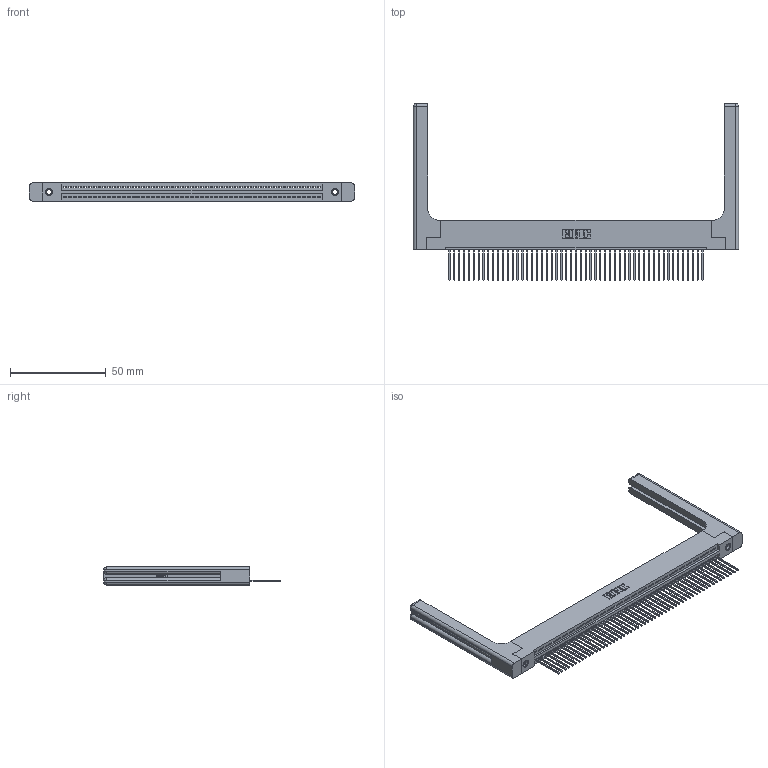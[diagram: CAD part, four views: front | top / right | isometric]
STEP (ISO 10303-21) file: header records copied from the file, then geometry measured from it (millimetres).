
FILE_DESCRIPTION (( 'STEP AP203' ), '1' );
FILE_NAME ('345-053-542-158.STEP', '2019-10-09T21:35:45', ( '' ), ( '' ), 'SwSTEP 2.0', 'SolidWorks 2016', '' );
FILE_SCHEMA (( 'CONFIG_CONTROL_DESIGN' ));
Length unit declared in the file: inch
Products named in the file (5): 345 Part_Flush Mounting Lugs - 0.156 Dia-TH; 345-250-001_345-250-001-102; 345-053-542-158; 345-292-001_345-293-142; 345-220-058_345-220-058
Assembly tree (58 placements, depth 2):
  345-053-542-158
    345 Part_Flush Mounting Lugs - 0.156 Dia-TH
    345-292-001_345-293-142  x53
    345-250-001_345-250-001-102  x2
    345-220-058_345-220-058  x2
Bounding box: 169.65 x 92.25 x 9.4 mm (x, y, z)
Volume: 24826.2 mm3; surface area: 27890.3 mm2
Topology: 58 solids, 58 shells, 3456 faces, 10335 edges, 6798 vertices
Faces by surface type: plane 2348, cylinder 1048, bspline 36, cone 12, sphere 8, torus 4
Entity records: 43608 total; most frequent: CARTESIAN_POINT 8524, ORIENTED_EDGE 7308, DIRECTION 6376, EDGE_CURVE 3654, LINE 3218, VECTOR 3218, VERTEX_POINT 2426, AXIS2_PLACEMENT_3D 1579
